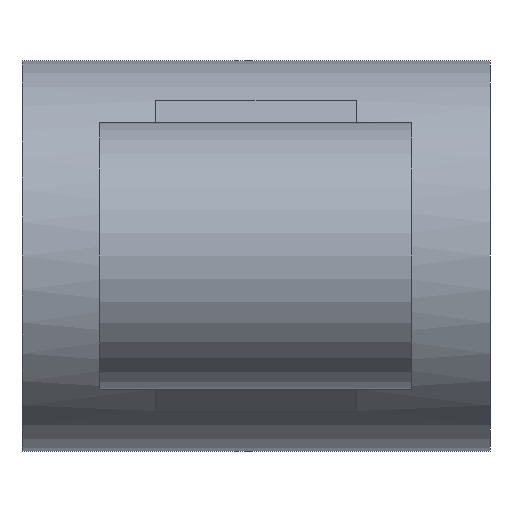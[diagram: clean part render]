
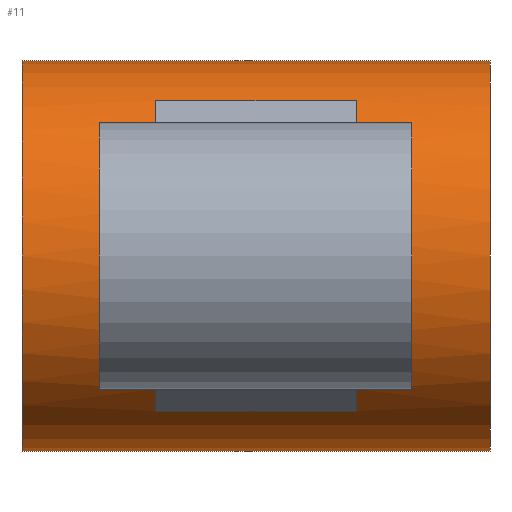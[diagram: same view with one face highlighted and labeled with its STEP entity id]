
A CAD part, left-side view. The second image highlights one B-rep face of the part: STEP entity #11.
In plain terms, the highlighted cylindrical face has radius 17.5 mm (diameter 35 mm), a partial arc.
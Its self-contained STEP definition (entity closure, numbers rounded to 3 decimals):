
#6 = FACE_OUTER_BOUND ( 'NONE', #62, .T. ) ;
#11 = ADVANCED_FACE ( 'NONE', ( #6, #309 ), #315, .T. ) ;
#31 = EDGE_CURVE ( 'NONE', #71, #147, #581, .T. ) ;
#33 = CARTESIAN_POINT ( 'NONE',  ( 178., 21., 17.5 ) ) ;
#34 = CARTESIAN_POINT ( 'NONE',  ( 167.388, -9., -13.916 ) ) ;
#55 = EDGE_CURVE ( 'NONE', #552, #493, #322, .T. ) ;
#61 = VECTOR ( 'NONE', #725, 1000. ) ;
#62 = EDGE_LOOP ( 'NONE', ( #128, #141, #68, #824 ) ) ;
#64 = DIRECTION ( 'NONE',  ( 0., 1., 0. ) ) ;
#68 = ORIENTED_EDGE ( 'NONE', *, *, #329, .T. ) ;
#71 = VERTEX_POINT ( 'NONE', #386 ) ;
#90 = CARTESIAN_POINT ( 'NONE',  ( 178., 21., 17.5 ) ) ;
#91 = DIRECTION ( 'NONE',  ( 0., 1., 0. ) ) ;
#98 = CARTESIAN_POINT ( 'NONE',  ( 167.388, -9., 13.916 ) ) ;
#128 = ORIENTED_EDGE ( 'NONE', *, *, #822, .F. ) ;
#139 = LINE ( 'NONE', #532, #464 ) ;
#141 = ORIENTED_EDGE ( 'NONE', *, *, #31, .F. ) ;
#143 = AXIS2_PLACEMENT_3D ( 'NONE', #831, #910, #641 ) ;
#147 = VERTEX_POINT ( 'NONE', #33 ) ;
#159 = ORIENTED_EDGE ( 'NONE', *, *, #393, .T. ) ;
#192 = DIRECTION ( 'NONE',  ( 0., 1., 0. ) ) ;
#196 = EDGE_LOOP ( 'NONE', ( #704, #159, #203, #732 ) ) ;
#203 = ORIENTED_EDGE ( 'NONE', *, *, #55, .F. ) ;
#204 = VERTEX_POINT ( 'NONE', #874 ) ;
#226 = CARTESIAN_POINT ( 'NONE',  ( 167.388, 9., -13.916 ) ) ;
#308 = CARTESIAN_POINT ( 'NONE',  ( 178., 21., 0. ) ) ;
#309 = FACE_BOUND ( 'NONE', #196, .T. ) ;
#310 = CARTESIAN_POINT ( 'NONE',  ( 178., 21., 0. ) ) ;
#312 = AXIS2_PLACEMENT_3D ( 'NONE', #308, #667, #365 ) ;
#315 = CYLINDRICAL_SURFACE ( 'NONE', #312, 17.5 ) ;
#322 = CIRCLE ( 'NONE', #623, 17.5 ) ;
#329 = EDGE_CURVE ( 'NONE', #71, #204, #478, .T. ) ;
#330 = EDGE_CURVE ( 'NONE', #204, #407, #777, .T. ) ;
#332 = DIRECTION ( 'NONE',  ( 0., -1., 0. ) ) ;
#359 = LINE ( 'NONE', #718, #61 ) ;
#365 = DIRECTION ( 'NONE',  ( 0., 0., -1. ) ) ;
#386 = CARTESIAN_POINT ( 'NONE',  ( 178., 21., -17.5 ) ) ;
#393 = EDGE_CURVE ( 'NONE', #795, #493, #139, .T. ) ;
#407 = VERTEX_POINT ( 'NONE', #700 ) ;
#464 = VECTOR ( 'NONE', #64, 1000. ) ;
#474 = CARTESIAN_POINT ( 'NONE',  ( 178., -21., 0. ) ) ;
#478 = LINE ( 'NONE', #616, #807 ) ;
#487 = DIRECTION ( 'NONE',  ( 0., 0., 1. ) ) ;
#493 = VERTEX_POINT ( 'NONE', #226 ) ;
#515 = CIRCLE ( 'NONE', #143, 17.5 ) ;
#524 = EDGE_CURVE ( 'NONE', #729, #795, #515, .T. ) ;
#532 = CARTESIAN_POINT ( 'NONE',  ( 167.388, 21., -13.916 ) ) ;
#552 = VERTEX_POINT ( 'NONE', #918 ) ;
#581 = CIRCLE ( 'NONE', #691, 17.5 ) ;
#587 = DIRECTION ( 'NONE',  ( 0., -1., 0. ) ) ;
#616 = CARTESIAN_POINT ( 'NONE',  ( 178., 21., -17.5 ) ) ;
#623 = AXIS2_PLACEMENT_3D ( 'NONE', #879, #587, #624 ) ;
#624 = DIRECTION ( 'NONE',  ( 0., 0., 1. ) ) ;
#627 = DIRECTION ( 'NONE',  ( 0., 0., 1. ) ) ;
#641 = DIRECTION ( 'NONE',  ( 0., 0., 1. ) ) ;
#666 = DIRECTION ( 'NONE',  ( 0., -1., 0. ) ) ;
#667 = DIRECTION ( 'NONE',  ( 0., -1., 0. ) ) ;
#691 = AXIS2_PLACEMENT_3D ( 'NONE', #310, #192, #627 ) ;
#700 = CARTESIAN_POINT ( 'NONE',  ( 178., -21., 17.5 ) ) ;
#704 = ORIENTED_EDGE ( 'NONE', *, *, #524, .T. ) ;
#718 = CARTESIAN_POINT ( 'NONE',  ( 167.388, 21., 13.916 ) ) ;
#725 = DIRECTION ( 'NONE',  ( 0., -1., 0. ) ) ;
#729 = VERTEX_POINT ( 'NONE', #98 ) ;
#732 = ORIENTED_EDGE ( 'NONE', *, *, #905, .T. ) ;
#777 = CIRCLE ( 'NONE', #944, 17.5 ) ;
#795 = VERTEX_POINT ( 'NONE', #34 ) ;
#807 = VECTOR ( 'NONE', #666, 1000. ) ;
#822 = EDGE_CURVE ( 'NONE', #147, #407, #901, .T. ) ;
#824 = ORIENTED_EDGE ( 'NONE', *, *, #330, .T. ) ;
#831 = CARTESIAN_POINT ( 'NONE',  ( 178., -9., 0. ) ) ;
#874 = CARTESIAN_POINT ( 'NONE',  ( 178., -21., -17.5 ) ) ;
#879 = CARTESIAN_POINT ( 'NONE',  ( 178., 9., 0. ) ) ;
#901 = LINE ( 'NONE', #90, #908 ) ;
#905 = EDGE_CURVE ( 'NONE', #552, #729, #359, .T. ) ;
#908 = VECTOR ( 'NONE', #332, 1000. ) ;
#910 = DIRECTION ( 'NONE',  ( 0., -1., 0. ) ) ;
#918 = CARTESIAN_POINT ( 'NONE',  ( 167.388, 9., 13.916 ) ) ;
#944 = AXIS2_PLACEMENT_3D ( 'NONE', #474, #91, #487 ) ;
